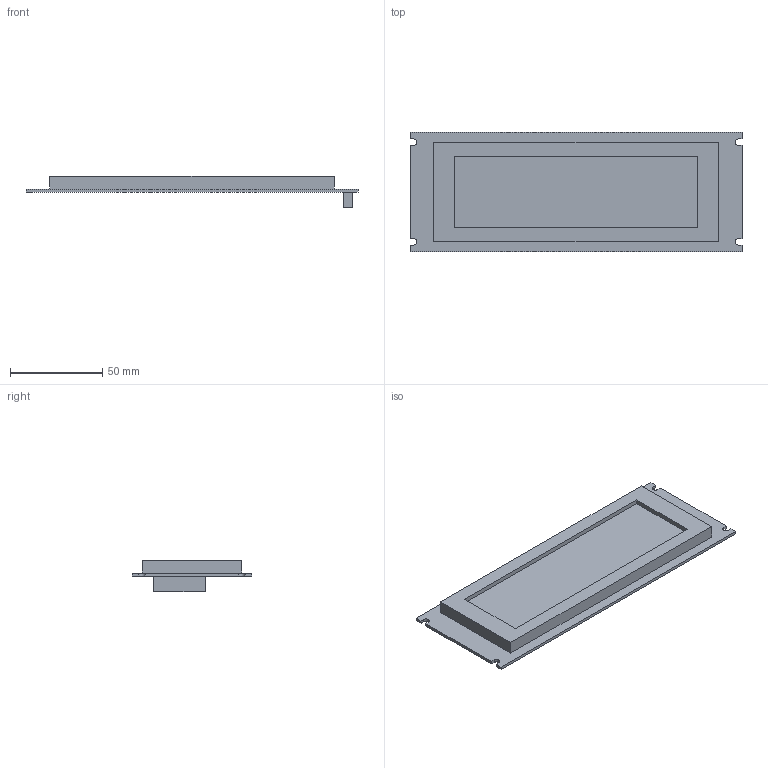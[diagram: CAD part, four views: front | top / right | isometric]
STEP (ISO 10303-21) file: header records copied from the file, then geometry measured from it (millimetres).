
FILE_DESCRIPTION(('FreeCAD Model'),'2;1');
FILE_NAME('Open CASCADE Shape Model','2023-09-21T01:15:06',(''),(''), 'Open CASCADE STEP processor 7.6','FreeCAD','Unknown');
FILE_SCHEMA(('AUTOMOTIVE_DESIGN { 1 0 10303 214 1 1 1 1 }'));
Length unit declared in the file: millimetre
Products named in the file (5): lcd; PCBBody; ConnBody; Matrix; Display
Assembly tree (4 placements, depth 2):
  lcd
    PCBBody
    ConnBody
    Matrix
    Display
Bounding box: 180 x 65 x 17.1 mm (x, y, z)
Volume: 65192.9 mm3; surface area: 56010.1 mm2
Topology: 4 solids, 4 shells, 45 faces, 108 edges, 72 vertices
Faces by surface type: plane 41, cylinder 4
Entity records: 1411 total; most frequent: CARTESIAN_POINT 230, DIRECTION 216, ORIENTED_EDGE 216, EDGE_CURVE 108, LINE 100, VECTOR 100, VERTEX_POINT 72, AXIS2_PLACEMENT_3D 58
